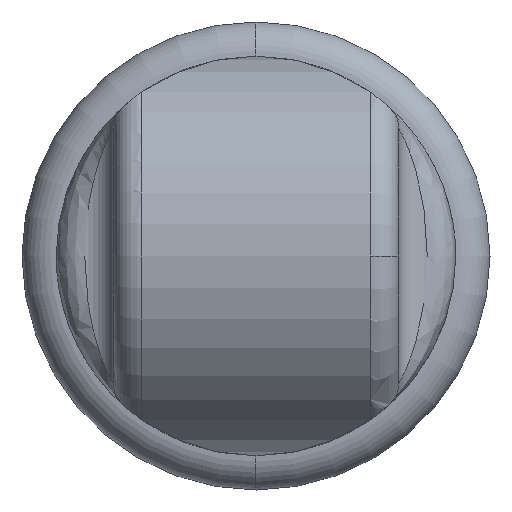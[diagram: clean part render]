
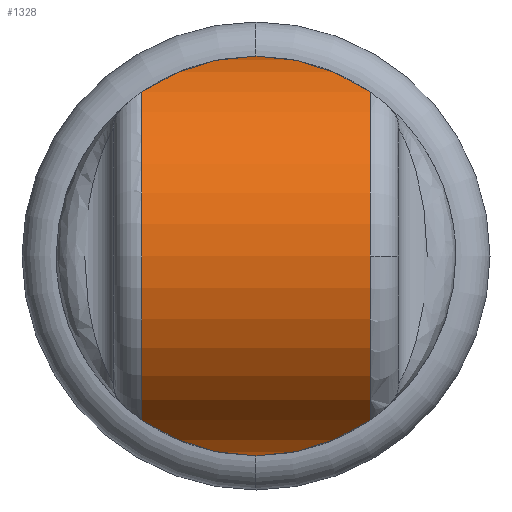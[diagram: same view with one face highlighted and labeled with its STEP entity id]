
A CAD part, left-side view. The second image highlights one B-rep face of the part: STEP entity #1328.
In plain terms, the highlighted cylindrical face has radius 0.889 mm (diameter 1.778 mm), a partial arc.
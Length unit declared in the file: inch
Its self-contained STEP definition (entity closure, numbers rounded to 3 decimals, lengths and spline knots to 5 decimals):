
#4 = CARTESIAN_POINT ( 'NONE',  ( 0.04104, -0.09345, 0.035 ) ) ;
#36 = CARTESIAN_POINT ( 'NONE',  ( 0.03383, -0.08624, -0.035 ) ) ;
#114 = ORIENTED_EDGE ( 'NONE', *, *, #237, .F. ) ;
#134 = CIRCLE ( 'NONE', #844, 0.035 ) ;
#142 = EDGE_CURVE ( 'NONE', #1046, #644, #795, .T. ) ;
#160 = CARTESIAN_POINT ( 'NONE',  ( 0.04104, -0.11345, 0. ) ) ;
#189 = CARTESIAN_POINT ( 'NONE',  ( 0.00604, -0.11345, 0. ) ) ;
#228 = AXIS2_PLACEMENT_3D ( 'NONE', #1439, #787, #1274 ) ;
#237 = EDGE_CURVE ( 'NONE', #260, #1046, #1911, .T. ) ;
#256 = VERTEX_POINT ( 'NONE', #189 ) ;
#260 = VERTEX_POINT ( 'NONE', #1099 ) ;
#287 = CARTESIAN_POINT ( 'NONE',  ( 0.04104, -0.09345, -0.035 ) ) ;
#311 = EDGE_CURVE ( 'NONE', #260, #256, #134, .T. ) ;
#336 = CARTESIAN_POINT ( 'NONE',  ( 0.04104, -0.14, 0. ) ) ;
#343 = DIRECTION ( 'NONE',  ( 0., 1., 0. ) ) ;
#409 = ORIENTED_EDGE ( 'NONE', *, *, #619, .T. ) ;
#427 = CARTESIAN_POINT ( 'NONE',  ( 0.04104, -0.07345, 0. ) ) ;
#431 = AXIS2_PLACEMENT_3D ( 'NONE', #427, #1044, #1978 ) ;
#458 = DIRECTION ( 'NONE',  ( 0., 0., 1. ) ) ;
#482 = CARTESIAN_POINT ( 'NONE',  ( 0.02104, -0.11345, -0.02872 ) ) ;
#518 = CARTESIAN_POINT ( 'NONE',  ( 0.03383, -0.10066, -0.035 ) ) ;
#601 = ORIENTED_EDGE ( 'NONE', *, *, #971, .F. ) ;
#602 =( BOUNDED_CURVE ( )  B_SPLINE_CURVE ( 3, ( #4, #784, #1271, #622 ),
 .UNSPECIFIED., .F., .T. ) 
 B_SPLINE_CURVE_WITH_KNOTS ( ( 4, 4 ),
 ( 1.5708, 2.17904 ),
 .UNSPECIFIED. ) 
 CURVE ( )  GEOMETRIC_REPRESENTATION_ITEM ( )  RATIONAL_B_SPLINE_CURVE ( ( 1., 0.969, 0.969, 1. ) ) 
 REPRESENTATION_ITEM ( '' )  );
#619 = EDGE_CURVE ( 'NONE', #256, #1572, #1297, .T. ) ;
#622 = CARTESIAN_POINT ( 'NONE',  ( 0.02104, -0.11345, 0.02872 ) ) ;
#644 = VERTEX_POINT ( 'NONE', #774 ) ;
#662 = CARTESIAN_POINT ( 'NONE',  ( 0.03383, -0.08624, 0.035 ) ) ;
#692 = CARTESIAN_POINT ( 'NONE',  ( 0.04104, -0.09345, 0.035 ) ) ;
#774 = CARTESIAN_POINT ( 'NONE',  ( 0.02104, -0.07345, -0.02872 ) ) ;
#784 = CARTESIAN_POINT ( 'NONE',  ( 0.03383, -0.10066, 0.035 ) ) ;
#787 = DIRECTION ( 'NONE',  ( 0., 1., 0. ) ) ;
#795 =( BOUNDED_CURVE ( )  B_SPLINE_CURVE ( 3, ( #287, #36, #1269, #1769 ),
 .UNSPECIFIED., .F., .T. ) 
 B_SPLINE_CURVE_WITH_KNOTS ( ( 4, 4 ),
 ( 4.71239, 5.32063 ),
 .UNSPECIFIED. ) 
 CURVE ( )  GEOMETRIC_REPRESENTATION_ITEM ( )  RATIONAL_B_SPLINE_CURVE ( ( 1., 0.969, 0.969, 1. ) ) 
 REPRESENTATION_ITEM ( '' )  );
#801 = FACE_OUTER_BOUND ( 'NONE', #1051, .T. ) ;
#844 = AXIS2_PLACEMENT_3D ( 'NONE', #160, #343, #1739 ) ;
#922 = ORIENTED_EDGE ( 'NONE', *, *, #1444, .F. ) ;
#971 = EDGE_CURVE ( 'NONE', #1864, #1572, #602, .T. ) ;
#996 = CARTESIAN_POINT ( 'NONE',  ( 0.02695, -0.07937, 0.03284 ) ) ;
#1044 = DIRECTION ( 'NONE',  ( 0., -1., 0. ) ) ;
#1046 = VERTEX_POINT ( 'NONE', #1696 ) ;
#1051 = EDGE_LOOP ( 'NONE', ( #114, #1412, #409, #601, #922, #1633, #1516 ) ) ;
#1099 = CARTESIAN_POINT ( 'NONE',  ( 0.02104, -0.11345, -0.02872 ) ) ;
#1149 = CARTESIAN_POINT ( 'NONE',  ( 0.02104, -0.07345, 0.02872 ) ) ;
#1178 = CARTESIAN_POINT ( 'NONE',  ( 0.02104, -0.11345, 0.02872 ) ) ;
#1237 = DIRECTION ( 'NONE',  ( 0., 1., 0. ) ) ;
#1269 = CARTESIAN_POINT ( 'NONE',  ( 0.02695, -0.07937, -0.03284 ) ) ;
#1271 = CARTESIAN_POINT ( 'NONE',  ( 0.02695, -0.10754, 0.03284 ) ) ;
#1274 = DIRECTION ( 'NONE',  ( -1., 0., 0. ) ) ;
#1297 = CIRCLE ( 'NONE', #228, 0.035 ) ;
#1304 = CIRCLE ( 'NONE', #431, 0.035 ) ;
#1328 = ADVANCED_FACE ( 'NONE', ( #801 ), #1421, .T. ) ;
#1365 = VERTEX_POINT ( 'NONE', #1625 ) ;
#1412 = ORIENTED_EDGE ( 'NONE', *, *, #311, .T. ) ;
#1421 = CYLINDRICAL_SURFACE ( 'NONE', #1791, 0.035 ) ;
#1439 = CARTESIAN_POINT ( 'NONE',  ( 0.04104, -0.11345, 0. ) ) ;
#1444 = EDGE_CURVE ( 'NONE', #1365, #1864, #1833, .T. ) ;
#1516 = ORIENTED_EDGE ( 'NONE', *, *, #142, .F. ) ;
#1562 = CARTESIAN_POINT ( 'NONE',  ( 0.02695, -0.10754, -0.03284 ) ) ;
#1572 = VERTEX_POINT ( 'NONE', #1178 ) ;
#1583 = CARTESIAN_POINT ( 'NONE',  ( 0.04104, -0.09345, 0.035 ) ) ;
#1593 = EDGE_CURVE ( 'NONE', #1365, #644, #1304, .T. ) ;
#1625 = CARTESIAN_POINT ( 'NONE',  ( 0.02104, -0.07345, 0.02872 ) ) ;
#1633 = ORIENTED_EDGE ( 'NONE', *, *, #1593, .T. ) ;
#1696 = CARTESIAN_POINT ( 'NONE',  ( 0.04104, -0.09345, -0.035 ) ) ;
#1739 = DIRECTION ( 'NONE',  ( -1., 0., 0. ) ) ;
#1769 = CARTESIAN_POINT ( 'NONE',  ( 0.02104, -0.07345, -0.02872 ) ) ;
#1791 = AXIS2_PLACEMENT_3D ( 'NONE', #336, #1237, #458 ) ;
#1833 =( BOUNDED_CURVE ( )  B_SPLINE_CURVE ( 3, ( #1149, #996, #662, #692 ),
 .UNSPECIFIED., .F., .T. ) 
 B_SPLINE_CURVE_WITH_KNOTS ( ( 4, 4 ),
 ( 0.96255, 1.5708 ),
 .UNSPECIFIED. ) 
 CURVE ( )  GEOMETRIC_REPRESENTATION_ITEM ( )  RATIONAL_B_SPLINE_CURVE ( ( 1., 0.969, 0.969, 1. ) ) 
 REPRESENTATION_ITEM ( '' )  );
#1864 = VERTEX_POINT ( 'NONE', #1583 ) ;
#1873 = CARTESIAN_POINT ( 'NONE',  ( 0.04104, -0.09345, -0.035 ) ) ;
#1911 =( BOUNDED_CURVE ( )  B_SPLINE_CURVE ( 3, ( #482, #1562, #518, #1873 ),
 .UNSPECIFIED., .F., .T. ) 
 B_SPLINE_CURVE_WITH_KNOTS ( ( 4, 4 ),
 ( 4.10414, 4.71239 ),
 .UNSPECIFIED. ) 
 CURVE ( )  GEOMETRIC_REPRESENTATION_ITEM ( )  RATIONAL_B_SPLINE_CURVE ( ( 1., 0.969, 0.969, 1. ) ) 
 REPRESENTATION_ITEM ( '' )  );
#1978 = DIRECTION ( 'NONE',  ( 1., 0., 0. ) ) ;
